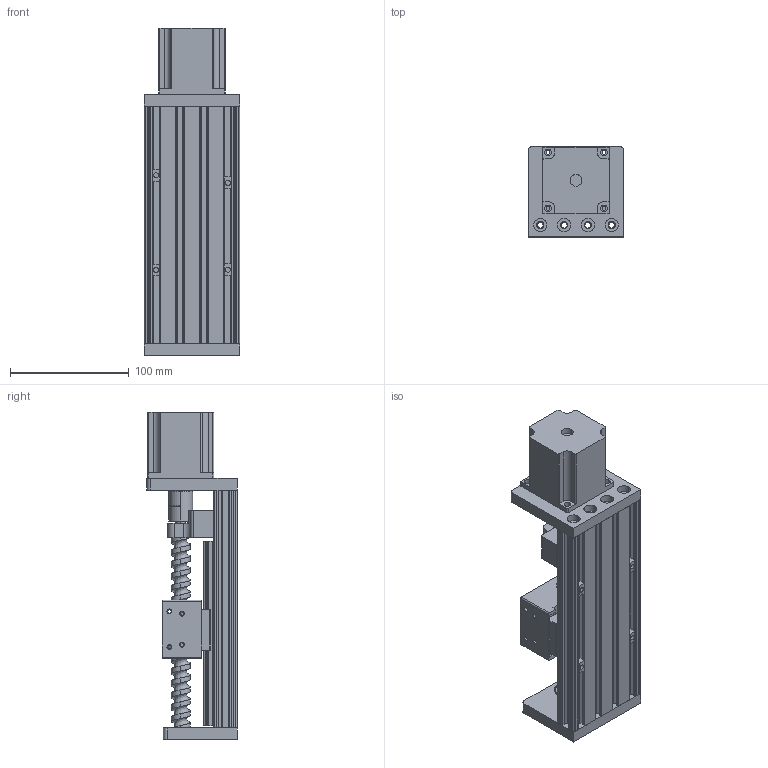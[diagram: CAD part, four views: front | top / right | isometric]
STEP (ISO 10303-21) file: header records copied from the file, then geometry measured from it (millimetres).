
FILE_DESCRIPTION (( 'STEP AP203' ), '1' );
FILE_NAME ('GX80-100.STEP', '2023-10-22T01:12:39', ( '微软用户' ), ( '微软中国' ), 'SwSTEP 2.0', 'SolidWorks 2020', '' );
FILE_SCHEMA (( 'CONFIG_CONTROL_DESIGN' ));
Length unit declared in the file: millimetre
Products named in the file (15): 12賑輸; GX80賑輸1; 倰第-300; 12源寢--300; GX80-100; 蚾饜极2^GX80-100; 幗紩蹟譫; GX80粣創啣; 1610--300佪話; GX80盓傅釱; 菁窒蹟譫; GX80萇儂啣; 薊粣ん; 粣創; 萇雄儂56mm
Assembly tree (20 placements, depth 3):
  GX80-100
    蚾饜极2^GX80-100
      倰第-300
    GX80粣創啣
    GX80盓傅釱
    GX80萇儂啣
    粣創  x2
    12賑輸  x2
    12源寢--300  x2
    幗紩蹟譫
    1610--300佪話
    菁窒蹟譫  x4
    薊粣ん
    萇雄儂56mm
    GX80賑輸1
Bounding box: 80 x 76 x 275.5 mm (x, y, z)
Volume: 579123.8 mm3; surface area: 253297.1 mm2
Topology: 19 solids, 19 shells, 898 faces, 2455 edges, 1624 vertices
Faces by surface type: plane 464, cylinder 417, cone 16, bspline 1
Entity records: 37182 total; most frequent: CARTESIAN_POINT 15327, ORIENTED_EDGE 4226, DIRECTION 4185, EDGE_CURVE 2113, AXIS2_PLACEMENT_3D 1439, VERTEX_POINT 1396, LINE 1307, VECTOR 1307
